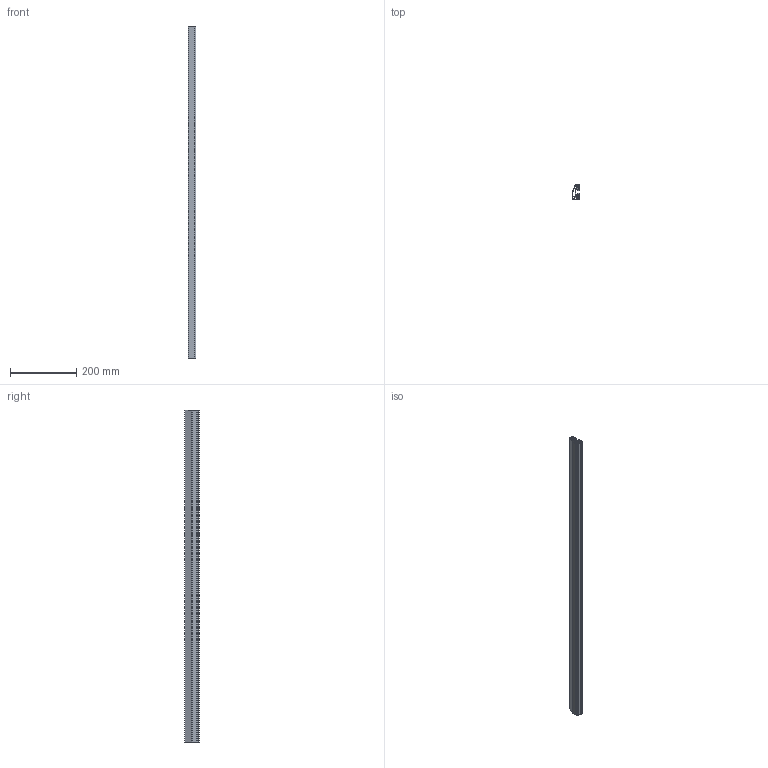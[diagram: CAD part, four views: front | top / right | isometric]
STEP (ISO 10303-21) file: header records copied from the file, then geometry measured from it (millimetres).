
FILE_DESCRIPTION(/* description */ ('Titel eingeben'),/* implementation_level */ '2;1');
FILE_NAME(/* name */ '80088_KriTec_Rahmenprofil_10_45x22_5.stp',/* time_stamp */ '2017-06-19T15:39:08+02:00',/* author */ ('Steiner'),/* organization */ (''),/* preprocessor_version */ 'ST-DEVELOPER v16.1',/* originating_system */ 'Autodesk Inventor 2016',/* authorisation */ '');
FILE_SCHEMA (('AUTOMOTIVE_DESIGN { 1 0 10303 214 3 1 1 }'));
Length unit declared in the file: millimetre
Products named in the file (1): 80088_KriTec_Rahmenprofil_10_45x22,5
Bounding box: 22.5 x 45 x 1000 mm (x, y, z)
Volume: 321067.7 mm3; surface area: 354212.6 mm2
Topology: 1 solids, 1 shells, 123 faces, 363 edges, 242 vertices
Faces by surface type: cylinder 62, plane 61
Entity records: 4169 total; most frequent: DIRECTION 735, CARTESIAN_POINT 729, ORIENTED_EDGE 726, EDGE_CURVE 363, AXIS2_PLACEMENT_3D 248, VERTEX_POINT 242, LINE 239, VECTOR 239
